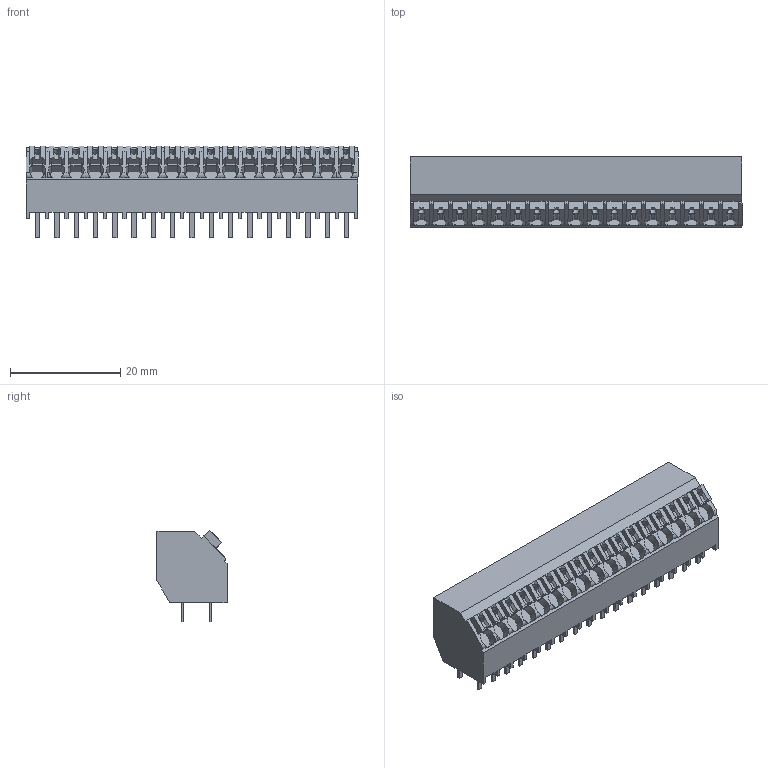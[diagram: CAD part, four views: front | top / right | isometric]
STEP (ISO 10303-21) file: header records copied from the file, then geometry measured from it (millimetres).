
FILE_DESCRIPTION(('CATIA V5 STEP Exchange','CAx-IF Rec.Pracs.--- Model Styling and Organization---1.2---2011-12-15'),'2;1');
FILE_NAME ('D1458515_0', '2018-03-26T17:28:27+00:00', ('none'), ('Weidmueller'), 'CATIA Version 5-6 Release 2014', 'CATIA V5 STEP AP214', 'none');
FILE_SCHEMA(('AUTOMOTIVE_DESIGN { 1 0 10303 214 1 1 1 1 }'));
Length unit declared in the file: millimetre
Products named in the file (1): 1885800000
Bounding box: 60.2 x 12.7 x 16.66 mm (x, y, z)
Volume: 6747.1 mm3; surface area: 6669.4 mm2
Topology: 52 solids, 52 shells, 1035 faces, 3039 edges, 2108 vertices
Faces by surface type: plane 946, cylinder 89
Entity records: 31598 total; most frequent: CARTESIAN_POINT 6267, ORIENTED_EDGE 6078, DIRECTION 3849, EDGE_CURVE 3039, VECTOR 2630, LINE 2630, VERTEX_POINT 2108, EDGE_LOOP 1069
